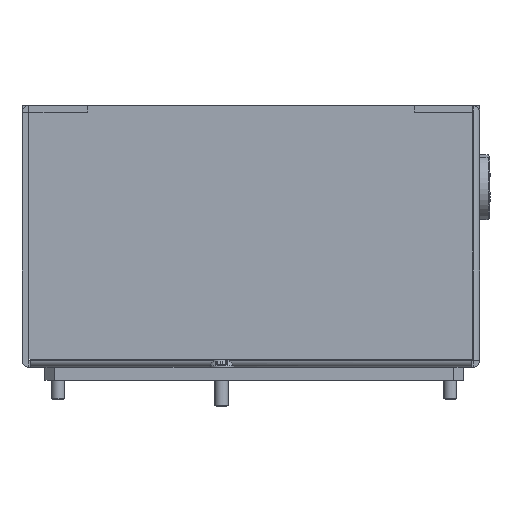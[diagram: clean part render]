
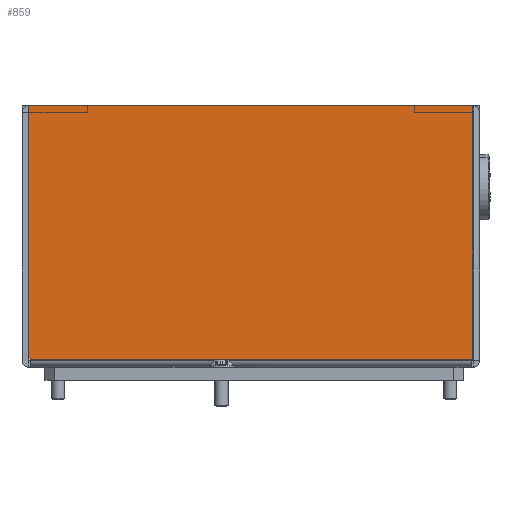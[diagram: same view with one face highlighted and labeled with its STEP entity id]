
A CAD part, left-side view. The second image highlights one B-rep face of the part: STEP entity #859.
In plain terms, the highlighted face is planar.
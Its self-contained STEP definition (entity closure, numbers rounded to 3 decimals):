
#41 = VECTOR ( 'NONE', #5837, 1000. ) ;
#228 = VECTOR ( 'NONE', #343, 1000. ) ;
#343 = DIRECTION ( 'NONE',  ( 0., 0., -1. ) ) ;
#615 = EDGE_CURVE ( 'NONE', #7492, #8069, #6387, .T. ) ;
#650 = EDGE_CURVE ( 'NONE', #2144, #1907, #8827, .T. ) ;
#768 = LINE ( 'NONE', #6221, #3546 ) ;
#859 = ADVANCED_FACE ( 'NONE', ( #8064 ), #8759, .F. ) ;
#983 = EDGE_CURVE ( 'NONE', #8069, #3178, #1852, .T. ) ;
#1094 = ORIENTED_EDGE ( 'NONE', *, *, #6215, .T. ) ;
#1327 = CARTESIAN_POINT ( 'NONE',  ( 237., 137.999, 0. ) ) ;
#1482 = CARTESIAN_POINT ( 'NONE',  ( 237., 0., 80. ) ) ;
#1601 = CARTESIAN_POINT ( 'NONE',  ( 237., 137.999, 80. ) ) ;
#1852 = LINE ( 'NONE', #7545, #41 ) ;
#1907 = VERTEX_POINT ( 'NONE', #1327 ) ;
#2144 = VERTEX_POINT ( 'NONE', #4603 ) ;
#2152 = DIRECTION ( 'NONE',  ( 0., 0., -1. ) ) ;
#2583 = ORIENTED_EDGE ( 'NONE', *, *, #3543, .T. ) ;
#2627 = VECTOR ( 'NONE', #7140, 1000. ) ;
#3178 = VERTEX_POINT ( 'NONE', #9173 ) ;
#3200 = EDGE_LOOP ( 'NONE', ( #9743, #2583, #7445, #7646, #7458, #1094, #3509 ) ) ;
#3247 = CARTESIAN_POINT ( 'NONE',  ( 237., 2.5, 77.9 ) ) ;
#3509 = ORIENTED_EDGE ( 'NONE', *, *, #650, .F. ) ;
#3543 = EDGE_CURVE ( 'NONE', #10356, #7512, #3927, .T. ) ;
#3546 = VECTOR ( 'NONE', #6454, 1000. ) ;
#3869 = LINE ( 'NONE', #6299, #5654 ) ;
#3881 = DIRECTION ( 'NONE',  ( -1., 0., 0. ) ) ;
#3927 = LINE ( 'NONE', #6362, #5279 ) ;
#4243 = EDGE_CURVE ( 'NONE', #2144, #10356, #7032, .T. ) ;
#4603 = CARTESIAN_POINT ( 'NONE',  ( 237., 137.999, 77.5 ) ) ;
#4641 = CARTESIAN_POINT ( 'NONE',  ( 237., 0., 77.5 ) ) ;
#4926 = AXIS2_PLACEMENT_3D ( 'NONE', #1482, #3881, #6375 ) ;
#4946 = EDGE_CURVE ( 'NONE', #7492, #7512, #3869, .T. ) ;
#5253 = VECTOR ( 'NONE', #7908, 1000. ) ;
#5279 = VECTOR ( 'NONE', #9592, 1000. ) ;
#5475 = CARTESIAN_POINT ( 'NONE',  ( 237., 2.1, 77.9 ) ) ;
#5654 = VECTOR ( 'NONE', #2152, 1000. ) ;
#5837 = DIRECTION ( 'NONE',  ( 0., 0., -1. ) ) ;
#6215 = EDGE_CURVE ( 'NONE', #3178, #1907, #768, .T. ) ;
#6221 = CARTESIAN_POINT ( 'NONE',  ( 237., 0., 0. ) ) ;
#6299 = CARTESIAN_POINT ( 'NONE',  ( 237., 2.5, 80. ) ) ;
#6362 = CARTESIAN_POINT ( 'NONE',  ( 237., 137.5, 77.5 ) ) ;
#6375 = DIRECTION ( 'NONE',  ( 0., -1., 0. ) ) ;
#6387 = LINE ( 'NONE', #7071, #5253 ) ;
#6454 = DIRECTION ( 'NONE',  ( 0., 1., 0. ) ) ;
#7032 = LINE ( 'NONE', #4641, #2627 ) ;
#7071 = CARTESIAN_POINT ( 'NONE',  ( 237., 2.5, 77.9 ) ) ;
#7140 = DIRECTION ( 'NONE',  ( 0., -1., 0. ) ) ;
#7445 = ORIENTED_EDGE ( 'NONE', *, *, #4946, .F. ) ;
#7458 = ORIENTED_EDGE ( 'NONE', *, *, #983, .T. ) ;
#7492 = VERTEX_POINT ( 'NONE', #3247 ) ;
#7512 = VERTEX_POINT ( 'NONE', #8096 ) ;
#7545 = CARTESIAN_POINT ( 'NONE',  ( 237., 2.1, 80. ) ) ;
#7646 = ORIENTED_EDGE ( 'NONE', *, *, #615, .T. ) ;
#7908 = DIRECTION ( 'NONE',  ( 0., -1., 0. ) ) ;
#8064 = FACE_OUTER_BOUND ( 'NONE', #3200, .T. ) ;
#8069 = VERTEX_POINT ( 'NONE', #5475 ) ;
#8096 = CARTESIAN_POINT ( 'NONE',  ( 237., 2.5, 77.5 ) ) ;
#8759 = PLANE ( 'NONE',  #4926 ) ;
#8827 = LINE ( 'NONE', #1601, #228 ) ;
#9173 = CARTESIAN_POINT ( 'NONE',  ( 237., 2.1, 0. ) ) ;
#9407 = CARTESIAN_POINT ( 'NONE',  ( 237., 137.5, 77.5 ) ) ;
#9592 = DIRECTION ( 'NONE',  ( 0., -1., 0. ) ) ;
#9743 = ORIENTED_EDGE ( 'NONE', *, *, #4243, .T. ) ;
#10356 = VERTEX_POINT ( 'NONE', #9407 ) ;
